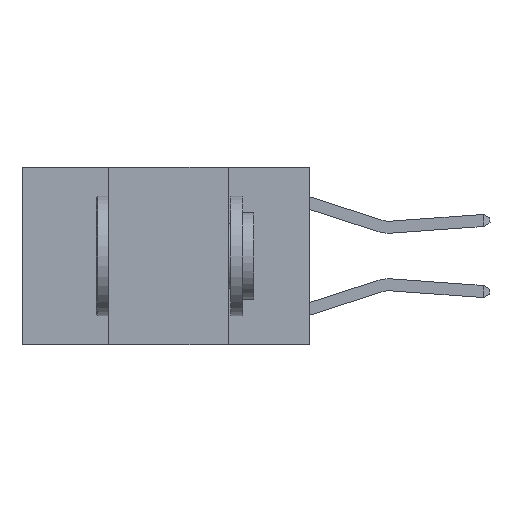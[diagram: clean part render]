
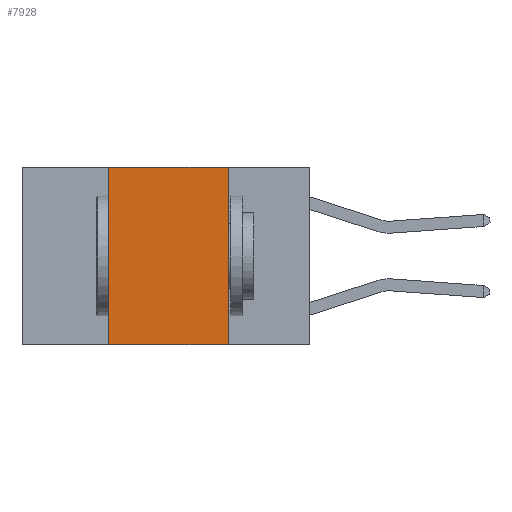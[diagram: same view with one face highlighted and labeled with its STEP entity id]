
A CAD part, left-side view. The second image highlights one B-rep face of the part: STEP entity #7928.
In plain terms, the highlighted planar face has unit normal (-1, 0, 0).
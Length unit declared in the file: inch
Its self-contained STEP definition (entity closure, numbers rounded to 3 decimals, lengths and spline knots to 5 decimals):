
#144 = VECTOR ( 'NONE', #4761, 39.37008 ) ;
#1222 = EDGE_CURVE ( 'NONE', #3371, #5599, #5235, .T. ) ;
#1770 = VERTEX_POINT ( 'NONE', #8521 ) ;
#2139 = CARTESIAN_POINT ( 'NONE',  ( 0., 0.17, 0. ) ) ;
#2379 = EDGE_CURVE ( 'NONE', #1770, #8843, #8010, .T. ) ;
#2743 = DIRECTION ( 'NONE',  ( 0., -1., 0. ) ) ;
#2917 = CARTESIAN_POINT ( 'NONE',  ( 0., 0.17, 0. ) ) ;
#2981 = VECTOR ( 'NONE', #2743, 39.37008 ) ;
#3203 = FACE_OUTER_BOUND ( 'NONE', #5514, .T. ) ;
#3371 = VERTEX_POINT ( 'NONE', #2139 ) ;
#3407 = CARTESIAN_POINT ( 'NONE',  ( 0., 0.6, 0. ) ) ;
#3748 = AXIS2_PLACEMENT_3D ( 'NONE', #4656, #6080, #5417 ) ;
#3872 = VECTOR ( 'NONE', #4612, 39.37008 ) ;
#4103 = LINE ( 'NONE', #4148, #2981 ) ;
#4148 = CARTESIAN_POINT ( 'NONE',  ( 0., 0.6, -0.37 ) ) ;
#4296 = ORIENTED_EDGE ( 'NONE', *, *, #2379, .F. ) ;
#4563 = EDGE_CURVE ( 'NONE', #8843, #3371, #5484, .T. ) ;
#4612 = DIRECTION ( 'NONE',  ( 0., 0., -1. ) ) ;
#4656 = CARTESIAN_POINT ( 'NONE',  ( 0., 0.6, 0. ) ) ;
#4761 = DIRECTION ( 'NONE',  ( 0., -1., 0. ) ) ;
#5235 = LINE ( 'NONE', #2917, #3872 ) ;
#5417 = DIRECTION ( 'NONE',  ( 0., 0., -1. ) ) ;
#5484 = LINE ( 'NONE', #3407, #144 ) ;
#5514 = EDGE_LOOP ( 'NONE', ( #8026, #5731, #4296, #8733 ) ) ;
#5599 = VERTEX_POINT ( 'NONE', #7712 ) ;
#5670 = VECTOR ( 'NONE', #5806, 39.37008 ) ;
#5731 = ORIENTED_EDGE ( 'NONE', *, *, #4563, .F. ) ;
#5806 = DIRECTION ( 'NONE',  ( 0., 0., 1. ) ) ;
#6080 = DIRECTION ( 'NONE',  ( 1., 0., 0. ) ) ;
#6494 = CARTESIAN_POINT ( 'NONE',  ( 0., 0.42, 0. ) ) ;
#7601 = CARTESIAN_POINT ( 'NONE',  ( 0., 0.42, 0. ) ) ;
#7664 = PLANE ( 'NONE',  #3748 ) ;
#7712 = CARTESIAN_POINT ( 'NONE',  ( 0., 0.17, -0.37 ) ) ;
#7928 = ADVANCED_FACE ( 'NONE', ( #3203 ), #7664, .F. ) ;
#8010 = LINE ( 'NONE', #6494, #5670 ) ;
#8026 = ORIENTED_EDGE ( 'NONE', *, *, #1222, .F. ) ;
#8507 = EDGE_CURVE ( 'NONE', #1770, #5599, #4103, .T. ) ;
#8521 = CARTESIAN_POINT ( 'NONE',  ( 0., 0.42, -0.37 ) ) ;
#8733 = ORIENTED_EDGE ( 'NONE', *, *, #8507, .T. ) ;
#8843 = VERTEX_POINT ( 'NONE', #7601 ) ;
